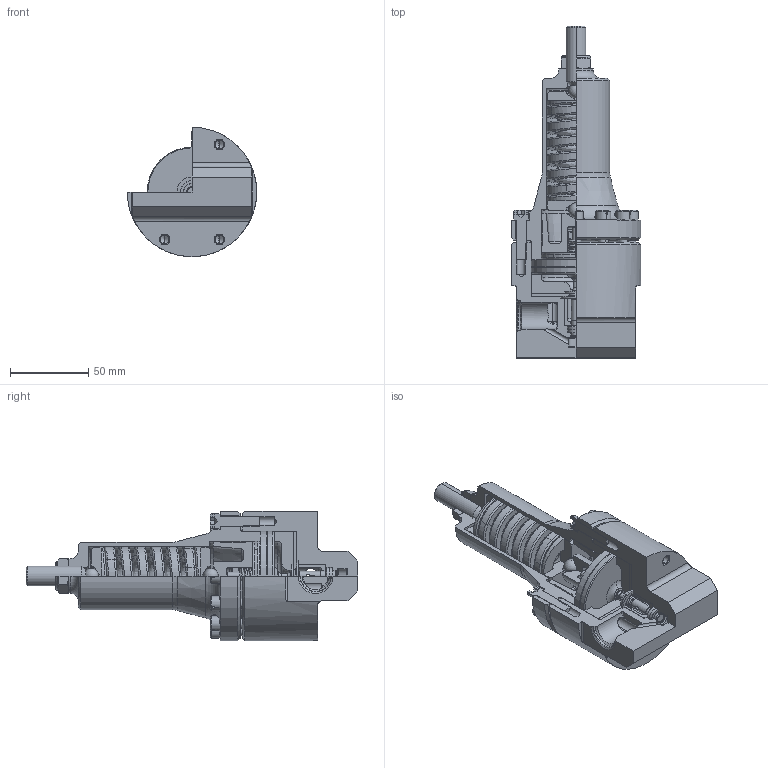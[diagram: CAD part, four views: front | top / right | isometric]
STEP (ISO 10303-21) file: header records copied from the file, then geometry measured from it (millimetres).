
FILE_DESCRIPTION (( 'STEP AP203' ), '1' );
FILE_NAME ('08028000 0.STEP', '2015-08-24T21:28:22', ( '' ), ( '' ), 'SwSTEP 2.0', 'SolidWorks 2015', '' );
FILE_SCHEMA (( 'CONFIG_CONTROL_DESIGN' ));
Length unit declared in the file: inch
Products named in the file (30): 08028000 0; Socket Set Screw Cup Point_AI_SSCUPSKT 0.5-20x1.5-HX-N; Socket Head Cap Screw_AI_HD2-SHCS 0.25-28x1x1-N; 08028106 0; 08028102 0; 08028105 0; 08028104 0; 08028112 0; 08028107 0; 90101A255_90101A255; C0420-072-1000S (Compressed); Piston Seal; 08028101 0; 08028111 0; 9529K19; 5710-504-40; 08028100 0; Balance Seal; Socket Head Cap Screw_AI_HX-SHCS 0.112-40x0.5x0.5-N; 08028109 0; 08028110 0; 08028103 0; 90101A225_90101A225; Dowel Pin_AI_DPM 0.125x0.375; 08028108 0
Assembly tree (36 placements, depth 2):
  08028000 0
    08028100 0
    08028102 0
    08028104 0
    08028103 0
    08028105 0
    08028106 0
    08028107 0
    08028108 0
    08028109 0
    08028101 0
    08028110 0
    9529K19  x2
    08028111 0
    08028112 0
    08028111 0
    Socket Head Cap Screw_AI_HD2-SHCS 0.25-28x1x1-N  x8
    Socket Head Cap Screw_AI_HD2-SHCS 0.25-28x1x1-N
    Socket Head Cap Screw_AI_HD2-SHCS 0.25-28x1x1-N
    Socket Set Screw Cup Point_AI_SSCUPSKT 0.5-20x1.5-HX-N
    Socket Head Cap Screw_AI_HX-SHCS 0.112-40x0.5x0.5-N
    Dowel Pin_AI_DPM 0.125x0.375
    90101A225_90101A225
    90101A255_90101A255
    5710-504-40
    5710-504-40
    C0420-072-1000S (Compressed)
    Balance Seal
    Piston Seal
  Socket Head Cap Screw_AI_HD2-SHCS 0.25-28x1x1-N
Bounding box: 82.55 x 211.58 x 82.55 mm (x, y, z)
Volume: 351970.3 mm3; surface area: 141826.5 mm2
Topology: 38 solids, 38 shells, 1109 faces, 2739 edges, 1660 vertices
Faces by surface type: cylinder 328, plane 313, cone 305, torus 117, bspline 40, sphere 6
Entity records: 51543 total; most frequent: CARTESIAN_POINT 26957, DIRECTION 4598, ORIENTED_EDGE 4358, EDGE_CURVE 2179, AXIS2_PLACEMENT_3D 1839, VERTEX_POINT 1365, EDGE_LOOP 960, CIRCLE 950
